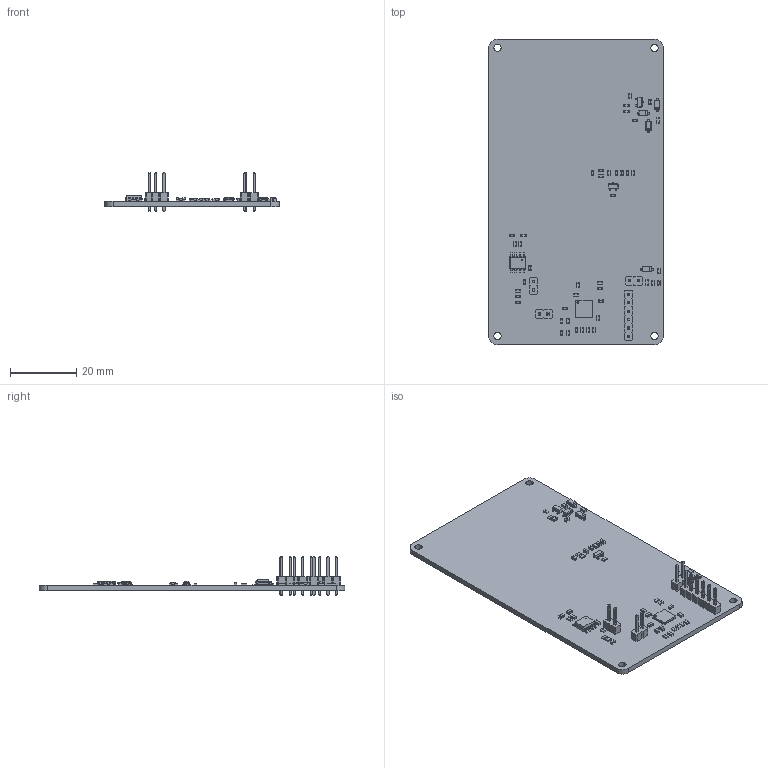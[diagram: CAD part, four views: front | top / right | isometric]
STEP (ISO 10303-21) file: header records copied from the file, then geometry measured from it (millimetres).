
FILE_DESCRIPTION(('KiCad electronic assembly'),'2;1');
FILE_NAME('Ecardz-Proto.step','2025-02-22T14:39:39',('Pcbnew'),('Kicad') ,'Open CASCADE STEP processor 7.7','KiCad to STEP converter','Unknown' );
FILE_SCHEMA(('AUTOMOTIVE_DESIGN { 1 0 10303 214 1 1 1 1 }'));
Length unit declared in the file: millimetre
Products named in the file (20): Ecardz-Proto 1; R_0603_1608Metric; D_SOD-123; D_SOD_123; PinHeader_1x02_P2.54mm_Vertical; PinHeader_1x02_P254mm_Vertical; C_0603_1608Metric; SOT-23; SOT_23; LED_0603_1608Metric; QFN-32-1EP_5x5mm_P0.5mm_EP3.45x3.45mm; QFN-32-1EP_5x5mm_Pitch0.5mm; SO-8_3.9x4.9mm_P1.27mm; CQ assembly; PinHeader_1x06_P2.54mm_Vertical; PinHeader_1x06_P254mm_Vertical; Ecardz-Proto_PCB
Assembly tree (65 placements, depth 3):
  Ecardz-Proto 1
    R_0603_1608Metric  x22
      R_0603_1608Metric
    D_SOD-123  x4
      D_SOD_123
    PinHeader_1x02_P2.54mm_Vertical  x3
      PinHeader_1x02_P254mm_Vertical
    C_0603_1608Metric  x19
      C_0603_1608Metric
    SOT-23  x2
      SOT_23
    LED_0603_1608Metric  x2
      LED_0603_1608Metric
    QFN-32-1EP_5x5mm_P0.5mm_EP3.45x3.45mm
      QFN-32-1EP_5x5mm_Pitch0.5mm
    SO-8_3.9x4.9mm_P1.27mm
      CQ assembly
    PinHeader_1x06_P2.54mm_Vertical
      PinHeader_1x06_P254mm_Vertical
    Ecardz-Proto_PCB
Bounding box: 52.5 x 92 x 11.54 mm (x, y, z)
Volume: 8026.5 mm3; surface area: 11297 mm2
Topology: 65 solids, 65 shells, 2359 faces, 6006 edges, 3848 vertices
Faces by surface type: plane 1622, cylinder 563, bspline 174
Full cylindrical faces by diameter (mm): 0.4 x2, 0.5 x1, 1 x12, 2.2 x4
Entity records: 31377 total; most frequent: CARTESIAN_POINT 4936, ORIENTED_EDGE 4514, DIRECTION 4189, EDGE_CURVE 2257, LINE 1899, VECTOR 1899, VERTEX_POINT 1440, AXIS2_PLACEMENT_3D 1145
